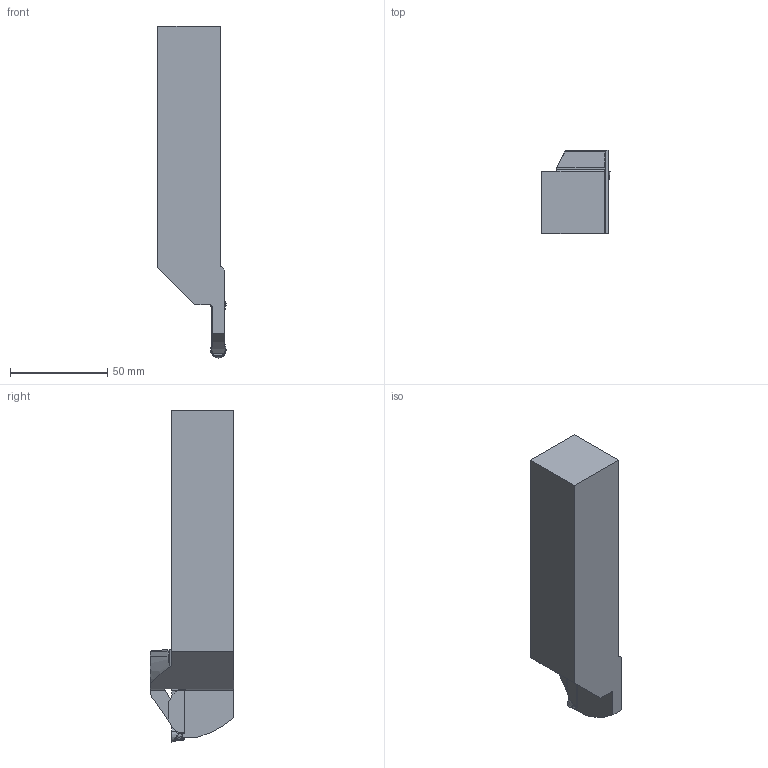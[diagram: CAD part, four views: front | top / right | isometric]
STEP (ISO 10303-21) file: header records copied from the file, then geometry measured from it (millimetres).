
FILE_DESCRIPTION(/* description */ (''),/* implementation_level */ '2;1');
FILE_NAME(/* name */ 'GYPL3232P00-K25_CW8_00_N_MR4_0.stp',/* time_stamp */ '2023-03-20T14:54:16+09:00',/* author */ (''),/* organization */ (''),/* preprocessor_version */ 'ST-DEVELOPER v16',/* originating_system */ 'SIEMENS PLM Software NX 10.0',/* authorisation */ '');
FILE_SCHEMA (('AUTOMOTIVE_DESIGN { 1 0 10303 214 3 1 1 1 }'));
Length unit declared in the file: millimetre
Products named in the file (1): GYPL3232P00-K25_CW8_00_N_MR4_0_ASM
Bounding box: 35 x 43 x 170.3 mm (x, y, z)
Volume: 151390.2 mm3; surface area: 24575.2 mm2
Topology: 2 solids, 3 shells, 180 faces, 525 edges, 372 vertices
Faces by surface type: cylinder 59, bspline 56, plane 47, cone 12, torus 4, sphere 2
Entity records: 11639 total; most frequent: CARTESIAN_POINT 7274, ORIENTED_EDGE 998, DIRECTION 718, EDGE_CURVE 499, VERTEX_POINT 327, AXIS2_PLACEMENT_3D 267, B_SPLINE_CURVE_WITH_KNOTS 187, LINE 184
